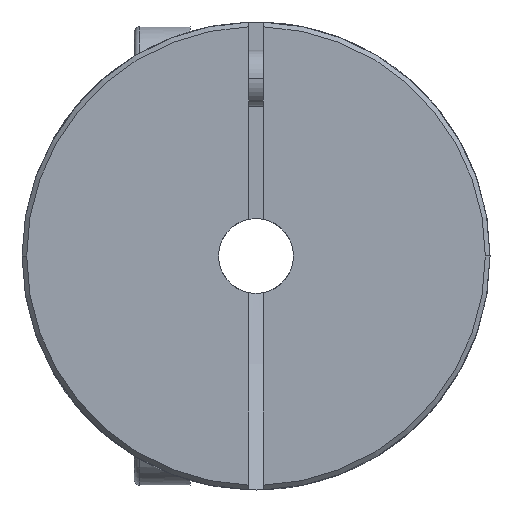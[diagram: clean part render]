
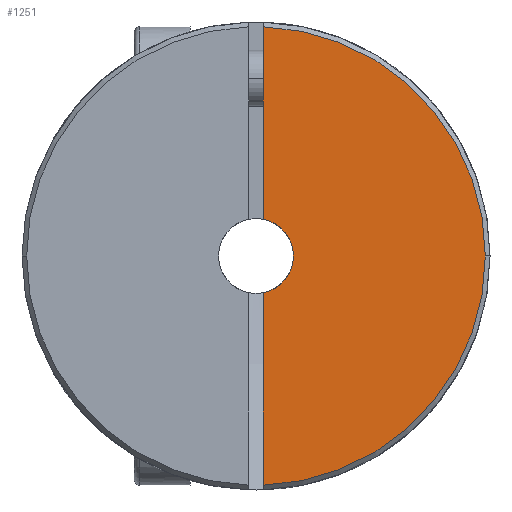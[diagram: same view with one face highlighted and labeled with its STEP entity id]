
A CAD part, left-side view. The second image highlights one B-rep face of the part: STEP entity #1251.
In plain terms, the highlighted planar face has unit normal (-1, 0, 0).
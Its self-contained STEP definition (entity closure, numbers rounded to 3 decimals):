
#1251=ADVANCED_FACE('',(#3363),#3364,.T.);
#2287=VERTEX_POINT('',#4515);
#2293=VERTEX_POINT('',#4521);
#2295=EDGE_CURVE('',#2293,#2287,#4523,.T.);
#2303=VERTEX_POINT('',#4531);
#2309=VERTEX_POINT('',#4537);
#2311=EDGE_CURVE('',#2303,#2309,#4539,.T.);
#2613=VERTEX_POINT('',#4841);
#2615=EDGE_CURVE('',#2613,#2293,#4843,.T.);
#2737=VERTEX_POINT('',#4965);
#2739=EDGE_CURVE('',#2737,#2309,#4967,.T.);
#2749=EDGE_CURVE('',#2613,#2303,#4977,.T.);
#2751=EDGE_CURVE('',#2287,#2737,#4979,.T.);
#3363=FACE_OUTER_BOUND('',#5581,.T.);
#3364=PLANE('',#5582);
#4515=CARTESIAN_POINT('',(0.0,-2.0,0.));
#4521=CARTESIAN_POINT('',(0.0,-0.4,1.96));
#4523=CIRCLE('',#7031,2.0);
#4531=CARTESIAN_POINT('',(0.0,-12.25,0.));
#4537=CARTESIAN_POINT('',(0.,-0.4,-12.243));
#4539=CIRCLE('',#7053,12.25);
#4841=CARTESIAN_POINT('',(0.,-0.4,12.243));
#4843=LINE('',#7710,#7711);
#4965=CARTESIAN_POINT('',(0.0,-0.4,-1.96));
#4967=LINE('',#7915,#7916);
#4977=CIRCLE('',#7933,12.25);
#4979=CIRCLE('',#7936,2.0);
#5581=EDGE_LOOP('',(#9339,#9340,#9341,#9342,#9343,#9344));
#5582=AXIS2_PLACEMENT_3D('',#9345,#9346,#9347);
#7031=AXIS2_PLACEMENT_3D('',#10725,#10726,#10727);
#7053=AXIS2_PLACEMENT_3D('',#10733,#10734,#10735);
#7710=CARTESIAN_POINT('',(0.0,-0.4,0.476));
#7711=VECTOR('',#10878,1.0);
#7915=CARTESIAN_POINT('',(0.0,-0.4,0.476));
#7916=VECTOR('',#10965,1.0);
#7933=AXIS2_PLACEMENT_3D('',#10969,#10970,#10971);
#7936=AXIS2_PLACEMENT_3D('',#10972,#10973,#10974);
#9339=ORIENTED_EDGE('',*,*,#2615,.T.);
#9340=ORIENTED_EDGE('',*,*,#2295,.T.);
#9341=ORIENTED_EDGE('',*,*,#2751,.T.);
#9342=ORIENTED_EDGE('',*,*,#2739,.T.);
#9343=ORIENTED_EDGE('',*,*,#2311,.F.);
#9344=ORIENTED_EDGE('',*,*,#2749,.F.);
#9345=CARTESIAN_POINT('',(0.0,-7.125,0.0));
#9346=DIRECTION('',(-1.0,0.0,0.0));
#9347=DIRECTION('',(0.0,0.0,1.0));
#10725=CARTESIAN_POINT('',(0.0,0.0,0.0));
#10726=DIRECTION('',(1.0,0.0,0.0));
#10727=DIRECTION('',(0.0,-1.0,0.0));
#10733=CARTESIAN_POINT('',(0.0,0.0,0.0));
#10734=DIRECTION('',(1.0,0.0,0.0));
#10735=DIRECTION('',(0.0,-1.0,0.0));
#10878=DIRECTION('',(0.0,0.0,-1.0));
#10965=DIRECTION('',(0.0,0.0,-1.0));
#10969=CARTESIAN_POINT('',(0.0,0.0,0.0));
#10970=DIRECTION('',(1.0,0.0,0.0));
#10971=DIRECTION('',(0.0,-1.0,0.0));
#10972=CARTESIAN_POINT('',(0.0,0.0,0.0));
#10973=DIRECTION('',(1.0,0.0,0.0));
#10974=DIRECTION('',(0.0,-1.0,0.0));
